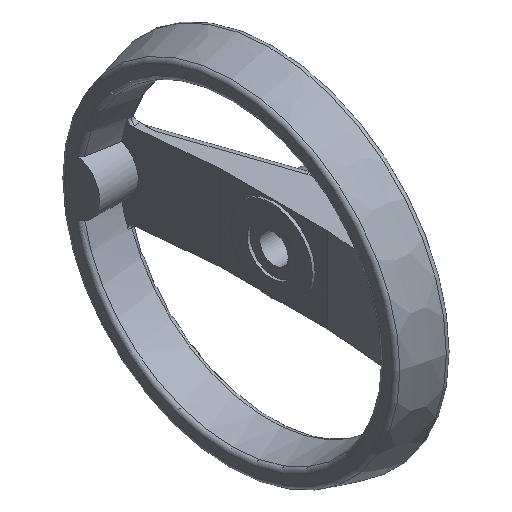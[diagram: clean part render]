
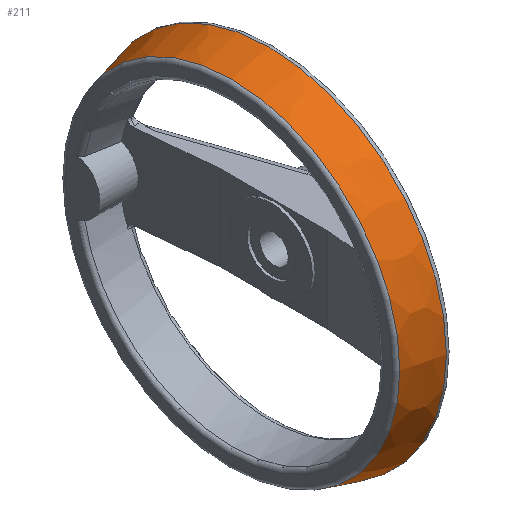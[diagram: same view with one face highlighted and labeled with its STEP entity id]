
A CAD part, isometric view. The second image highlights one B-rep face of the part: STEP entity #211.
In plain terms, the highlighted free-form (B-spline) face has degree [3, 3] with [4, 7] control points.
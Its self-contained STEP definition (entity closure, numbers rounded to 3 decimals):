
#97=(
BOUNDED_SURFACE()
B_SPLINE_SURFACE(3,3,((#1281,#1282,#1283,#1284,#1285,#1286,#1287),(#1288,
#1289,#1290,#1291,#1292,#1293,#1294),(#1295,#1296,#1297,#1298,#1299,#1300,
#1301),(#1302,#1303,#1304,#1305,#1306,#1307,#1308)),.UNSPECIFIED.,.F.,.T.,
.F.)
B_SPLINE_SURFACE_WITH_KNOTS((4,4),(1,3,3,3,1),(0.,1.),(-0.5,0.,0.5,1.,1.5),
.UNSPECIFIED.)
GEOMETRIC_REPRESENTATION_ITEM()
RATIONAL_B_SPLINE_SURFACE(((1.,0.333,0.333,1.,0.333,
0.333,1.),(1.,0.333,0.333,
1.,0.333,0.333,1.),
(1.,0.333,0.333,1.,
0.333,0.333,1.),(1.,0.333,
0.333,1.,0.333,0.333,1.)))
REPRESENTATION_ITEM('')
SURFACE()
);
#177=FACE_BOUND('',#298,.T.);
#178=FACE_BOUND('',#299,.T.);
#211=ADVANCED_FACE('',(#177,#178),#97,.T.);
#298=EDGE_LOOP('',(#451));
#299=EDGE_LOOP('',(#452));
#451=ORIENTED_EDGE('',*,*,#696,.F.);
#452=ORIENTED_EDGE('',*,*,#695,.T.);
#615=VERTEX_POINT('',#1277);
#616=VERTEX_POINT('',#1280);
#695=EDGE_CURVE('',#615,#615,#749,.T.);
#696=EDGE_CURVE('',#616,#616,#750,.T.);
#749=CIRCLE('',#806,118.636);
#750=CIRCLE('',#808,125.244);
#806=AXIS2_PLACEMENT_3D('',#1276,#938,#939);
#808=AXIS2_PLACEMENT_3D('',#1279,#942,#943);
#938=DIRECTION('',(1.,0.,0.));
#939=DIRECTION('',(0.,0.,-1.));
#942=DIRECTION('',(1.,0.,0.));
#943=DIRECTION('',(0.,0.,-1.));
#1276=CARTESIAN_POINT('',(390.161,353.,0.));
#1277=CARTESIAN_POINT('',(390.161,353.,-118.636));
#1279=CARTESIAN_POINT('',(416.373,353.,0.));
#1280=CARTESIAN_POINT('',(416.373,353.,-125.244));
#1281=CARTESIAN_POINT('',(416.373,353.,-125.244));
#1282=CARTESIAN_POINT('',(416.373,603.488,-125.244));
#1283=CARTESIAN_POINT('',(416.373,603.488,125.244));
#1284=CARTESIAN_POINT('',(416.373,353.,125.244));
#1285=CARTESIAN_POINT('',(416.373,102.512,125.244));
#1286=CARTESIAN_POINT('',(416.373,102.512,-125.244));
#1287=CARTESIAN_POINT('',(416.373,353.,-125.244));
#1288=CARTESIAN_POINT('',(407.558,353.,-123.36));
#1289=CARTESIAN_POINT('',(407.558,599.721,-123.36));
#1290=CARTESIAN_POINT('',(407.558,599.721,123.36));
#1291=CARTESIAN_POINT('',(407.558,353.,123.36));
#1292=CARTESIAN_POINT('',(407.558,106.279,123.36));
#1293=CARTESIAN_POINT('',(407.558,106.279,-123.36));
#1294=CARTESIAN_POINT('',(407.558,353.,-123.36));
#1295=CARTESIAN_POINT('',(398.816,353.,-121.157));
#1296=CARTESIAN_POINT('',(398.816,595.314,-121.157));
#1297=CARTESIAN_POINT('',(398.816,595.314,121.157));
#1298=CARTESIAN_POINT('',(398.816,353.,121.157));
#1299=CARTESIAN_POINT('',(398.816,110.686,121.157));
#1300=CARTESIAN_POINT('',(398.816,110.686,-121.157));
#1301=CARTESIAN_POINT('',(398.816,353.,-121.157));
#1302=CARTESIAN_POINT('',(390.161,353.,-118.636));
#1303=CARTESIAN_POINT('',(390.161,590.273,-118.636));
#1304=CARTESIAN_POINT('',(390.161,590.273,118.636));
#1305=CARTESIAN_POINT('',(390.161,353.,118.636));
#1306=CARTESIAN_POINT('',(390.161,115.727,118.636));
#1307=CARTESIAN_POINT('',(390.161,115.727,-118.636));
#1308=CARTESIAN_POINT('',(390.161,353.,-118.636));
